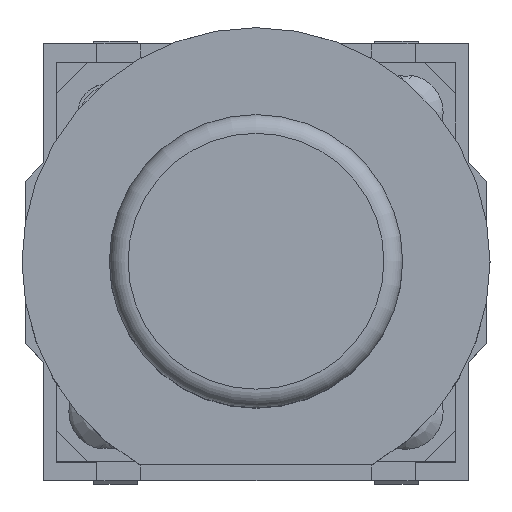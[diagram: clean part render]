
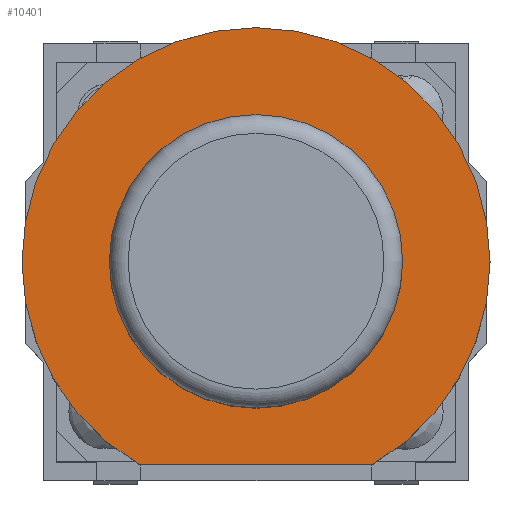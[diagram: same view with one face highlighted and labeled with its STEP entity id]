
A CAD part, top view. The second image highlights one B-rep face of the part: STEP entity #10401.
In plain terms, the highlighted planar face has unit normal (0, 0, 1).
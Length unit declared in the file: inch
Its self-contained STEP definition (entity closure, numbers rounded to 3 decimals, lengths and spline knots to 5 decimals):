
#10264=CARTESIAN_POINT('',(0.07365,-0.12795,0.2874));
#10265=VERTEX_POINT('',#10264);
#10272=CARTESIAN_POINT('',(-0.07365,-0.12795,0.2874));
#10273=VERTEX_POINT('',#10272);
#10274=CARTESIAN_POINT('',(-0.07365,-0.12795,0.2874));
#10275=DIRECTION('',(1.0,0.0,0.0));
#10276=VECTOR('',#10275,0.14731);
#10277=LINE('',#10274,#10276);
#10278=EDGE_CURVE('',#10273,#10265,#10277,.T.);
#10375=CARTESIAN_POINT('',(0.16233,0.16142,0.2874));
#10376=DIRECTION('',(0.0,0.0,1.0));
#10377=DIRECTION('',(1.0,0.0,0.0));
#10378=AXIS2_PLACEMENT_3D('',#10375,#10376,#10377);
#10379=PLANE('',#10378);
#10380=ORIENTED_EDGE('',*,*,#10278,.T.);
#10381=CARTESIAN_POINT('',(0.,0.,0.2874));
#10382=DIRECTION('',(0.0,0.0,1.0));
#10383=DIRECTION('',(0.0,1.0,0.0));
#10384=AXIS2_PLACEMENT_3D('',#10381,#10382,#10383);
#10385=CIRCLE('',#10384,0.14764);
#10386=EDGE_CURVE('',#10265,#10273,#10385,.T.);
#10387=ORIENTED_EDGE('',*,*,#10386,.T.);
#10388=EDGE_LOOP('',(#10380,#10387));
#10389=FACE_OUTER_BOUND('',#10388,.T.);
#10390=CARTESIAN_POINT('',(0.,0.09252,0.2874));
#10391=VERTEX_POINT('',#10390);
#10392=CARTESIAN_POINT('',(0.,0.,0.2874));
#10393=DIRECTION('',(0.0,0.0,1.0));
#10394=DIRECTION('',(0.0,1.0,0.0));
#10395=AXIS2_PLACEMENT_3D('',#10392,#10393,#10394);
#10396=CIRCLE('',#10395,0.09252);
#10397=EDGE_CURVE('',#10391,#10391,#10396,.T.);
#10398=ORIENTED_EDGE('',*,*,#10397,.F.);
#10399=EDGE_LOOP('',(#10398));
#10400=FACE_BOUND('',#10399,.T.);
#10401=ADVANCED_FACE('',(#10389,#10400),#10379,.T.);
